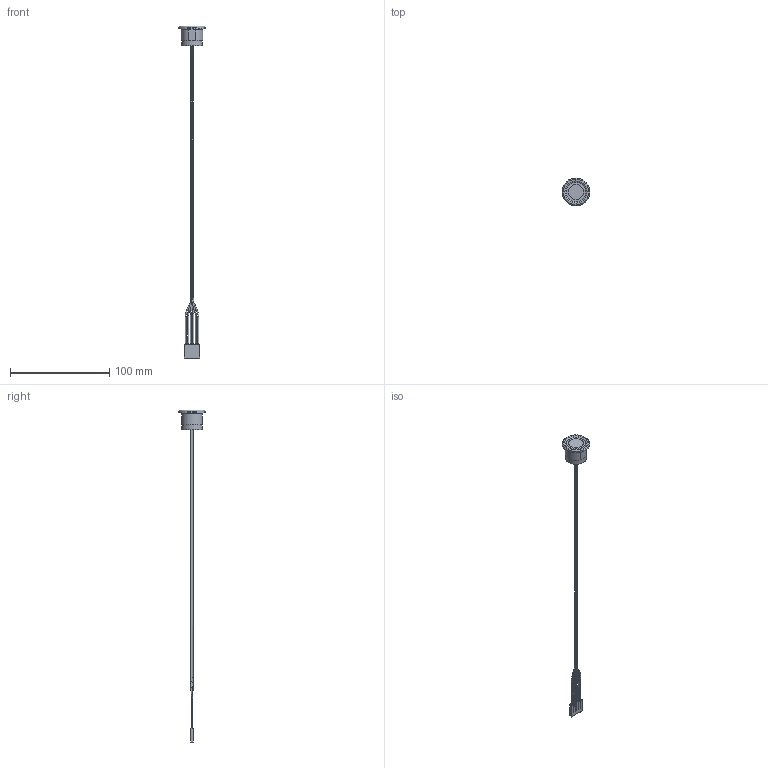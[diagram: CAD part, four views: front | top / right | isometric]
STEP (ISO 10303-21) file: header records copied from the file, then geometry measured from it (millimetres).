
FILE_DESCRIPTION(/* description */ (''),/* implementation_level */ '2;1');
FILE_NAME(/* name */ 'PZ7M1CRRW300.stp',/* time_stamp */ '2023-02-22T12:51:28-06:00',/* author */ ('jmeyers'),/* organization */ (''),/* preprocessor_version */ 'ST-DEVELOPER v18.1',/* originating_system */ 'Autodesk Inventor 2020',/* authorisation */ '');
FILE_SCHEMA (('AUTOMOTIVE_DESIGN { 1 0 10303 214 3 1 1 }'));
Length unit declared in the file: millimetre
Products named in the file (1): 100120947_Shrinkwrap_1
Bounding box: 28 x 28 x 334 mm (x, y, z)
Volume: 9260.3 mm3; surface area: 9358.3 mm2
Topology: 5 solids, 5 shells, 213 faces, 580 edges, 379 vertices
Faces by surface type: plane 141, cylinder 47, torus 12, bspline 7, cone 5, sphere 1
Full cylindrical faces by diameter (mm): 0.7 x6, 1 x11, 15.4 x1, 19.4 x1, 20.4 x1, 28 x1
Entity records: 7590 total; most frequent: CARTESIAN_POINT 2042, ORIENTED_EDGE 1168, DIRECTION 1118, EDGE_CURVE 584, LINE 398, VECTOR 398, VERTEX_POINT 381, AXIS2_PLACEMENT_3D 360
